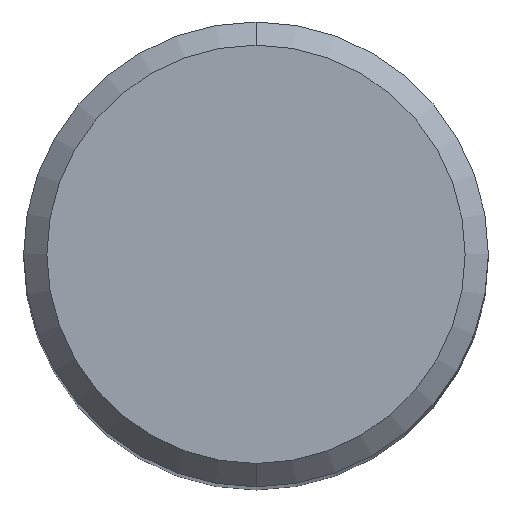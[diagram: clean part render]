
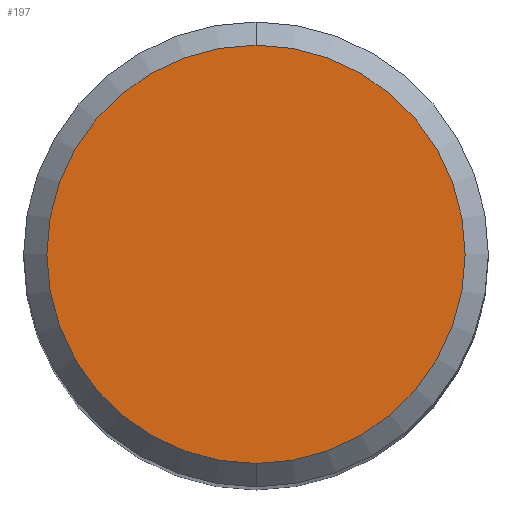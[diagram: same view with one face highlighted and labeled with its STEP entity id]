
A CAD part, top view. The second image highlights one B-rep face of the part: STEP entity #197.
In plain terms, the highlighted planar face has unit normal (0, 0, 1).
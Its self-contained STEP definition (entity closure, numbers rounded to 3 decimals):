
#197=ADVANCED_FACE('',(#508),#509,.T.);
#275=EDGE_CURVE('',#415,#333,#594,.T.);
#331=EDGE_CURVE('',#333,#415,#655,.T.);
#333=VERTEX_POINT('',#657);
#415=VERTEX_POINT('',#749);
#508=FACE_OUTER_BOUND('',#850,.T.);
#509=PLANE('',#851);
#594=CIRCLE('',#1012,4.5);
#655=CIRCLE('',#1151,4.5);
#657=CARTESIAN_POINT('',(0.0,4.5,0.0));
#749=CARTESIAN_POINT('',(0.,-4.5,0.0));
#850=EDGE_LOOP('',(#1524,#1525));
#851=AXIS2_PLACEMENT_3D('',#1526,#1527,#1528);
#1012=AXIS2_PLACEMENT_3D('',#1617,#1618,#1619);
#1151=AXIS2_PLACEMENT_3D('',#1677,#1678,#1679);
#1524=ORIENTED_EDGE('',*,*,#331,.F.);
#1525=ORIENTED_EDGE('',*,*,#275,.F.);
#1526=CARTESIAN_POINT('',(0.0,2.25,0.0));
#1527=DIRECTION('',(-0.0,0.0,1.0));
#1528=DIRECTION('',(0.0,-1.0,0.0));
#1617=CARTESIAN_POINT('',(0.0,0.0,0.0));
#1618=DIRECTION('',(0.0,0.0,-1.0));
#1619=DIRECTION('',(0.0,1.0,0.0));
#1677=CARTESIAN_POINT('',(0.0,0.0,0.0));
#1678=DIRECTION('',(0.0,0.0,-1.0));
#1679=DIRECTION('',(0.0,1.0,0.0));
